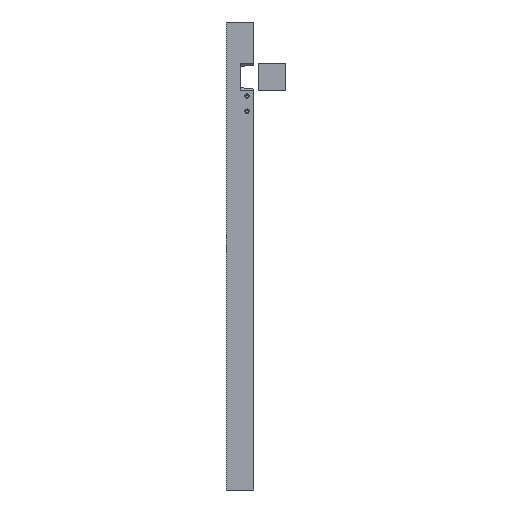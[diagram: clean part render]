
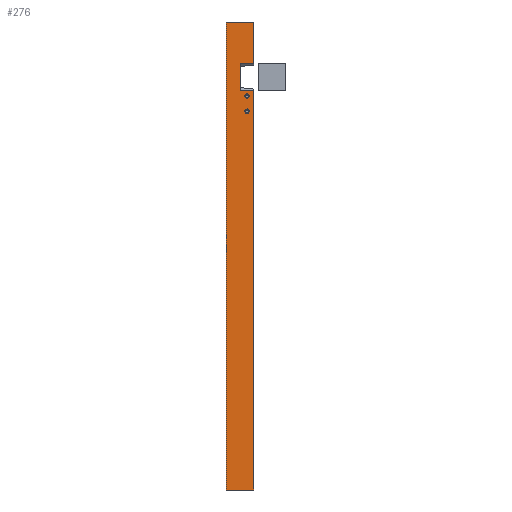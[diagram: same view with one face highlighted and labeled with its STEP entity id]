
A CAD part, left-side view. The second image highlights one B-rep face of the part: STEP entity #276.
In plain terms, the highlighted planar face has unit normal (-1, 0, 0).
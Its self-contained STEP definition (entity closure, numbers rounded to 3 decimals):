
#119=FACE_BOUND('',#803,.T.);
#120=FACE_BOUND('',#804,.T.);
#276=ADVANCED_FACE('',(#530,#119,#120),#3693,.T.);
#530=FACE_OUTER_BOUND('',#802,.T.);
#802=EDGE_LOOP('',(#1563,#1564,#1565,#1566,#1567,#1568,#1569,#1570));
#803=EDGE_LOOP('',(#1571,#1572));
#804=EDGE_LOOP('',(#1573,#1574));
#1563=ORIENTED_EDGE('',*,*,#2362,.T.);
#1564=ORIENTED_EDGE('',*,*,#2352,.F.);
#1565=ORIENTED_EDGE('',*,*,#2351,.T.);
#1566=ORIENTED_EDGE('',*,*,#2350,.F.);
#1567=ORIENTED_EDGE('',*,*,#2343,.T.);
#1568=ORIENTED_EDGE('',*,*,#2344,.T.);
#1569=ORIENTED_EDGE('',*,*,#2359,.F.);
#1570=ORIENTED_EDGE('',*,*,#2342,.F.);
#1571=ORIENTED_EDGE('',*,*,#2387,.F.);
#1572=ORIENTED_EDGE('',*,*,#2364,.F.);
#1573=ORIENTED_EDGE('',*,*,#2373,.T.);
#1574=ORIENTED_EDGE('',*,*,#2392,.T.);
#2342=EDGE_CURVE('',#3339,#3342,#2988,.T.);
#2343=EDGE_CURVE('',#3347,#3344,#2989,.T.);
#2344=EDGE_CURVE('',#3344,#3343,#2990,.T.);
#2350=EDGE_CURVE('',#3347,#3348,#2996,.T.);
#2351=EDGE_CURVE('',#3349,#3348,#2997,.T.);
#2352=EDGE_CURVE('',#3349,#3350,#2998,.T.);
#2359=EDGE_CURVE('',#3342,#3343,#3005,.T.);
#2362=EDGE_CURVE('',#3339,#3350,#3008,.T.);
#2364=EDGE_CURVE('',#3358,#3369,#2706,.T.);
#2373=EDGE_CURVE('',#3361,#3372,#2711,.T.);
#2387=EDGE_CURVE('',#3369,#3358,#2720,.T.);
#2392=EDGE_CURVE('',#3372,#3361,#2724,.T.);
#2706=(
BOUNDED_CURVE()
B_SPLINE_CURVE(2,(#6267,#6268,#6269,#6270,#6271),.UNSPECIFIED.,.F.,.F.)
B_SPLINE_CURVE_WITH_KNOTS((3,2,3),(-62.832,-47.124,
-31.416),.UNSPECIFIED.)
CURVE()
GEOMETRIC_REPRESENTATION_ITEM()
RATIONAL_B_SPLINE_CURVE((1.,0.707,1.,0.707,1.))
REPRESENTATION_ITEM('')
);
#2711=(
BOUNDED_CURVE()
B_SPLINE_CURVE(2,(#6300,#6301,#6302,#6303,#6304),.UNSPECIFIED.,.F.,.F.)
B_SPLINE_CURVE_WITH_KNOTS((3,2,3),(0.,12.566,25.132),
 .UNSPECIFIED.)
CURVE()
GEOMETRIC_REPRESENTATION_ITEM()
RATIONAL_B_SPLINE_CURVE((1.,0.707,1.,0.707,1.))
REPRESENTATION_ITEM('')
);
#2720=(
BOUNDED_CURVE()
B_SPLINE_CURVE(2,(#6352,#6353,#6354,#6355,#6356),.UNSPECIFIED.,.F.,.F.)
B_SPLINE_CURVE_WITH_KNOTS((3,2,3),(-31.416,-15.708,0.),
 .UNSPECIFIED.)
CURVE()
GEOMETRIC_REPRESENTATION_ITEM()
RATIONAL_B_SPLINE_CURVE((1.,0.707,1.,0.707,1.))
REPRESENTATION_ITEM('')
);
#2724=(
BOUNDED_CURVE()
B_SPLINE_CURVE(2,(#6371,#6372,#6373,#6374,#6375),.UNSPECIFIED.,.F.,.F.)
B_SPLINE_CURVE_WITH_KNOTS((3,2,3),(25.132,37.698,50.264),
 .UNSPECIFIED.)
CURVE()
GEOMETRIC_REPRESENTATION_ITEM()
RATIONAL_B_SPLINE_CURVE((1.,0.707,1.,0.707,1.))
REPRESENTATION_ITEM('')
);
#2988=B_SPLINE_CURVE_WITH_KNOTS('',1,(#6208,#6209),.UNSPECIFIED.,.F.,.F.,
(2,2),(-400.,-300.),.UNSPECIFIED.);
#2989=B_SPLINE_CURVE_WITH_KNOTS('',1,(#6210,#6211),.UNSPECIFIED.,.F.,.F.,
(2,2),(-4.094,0.),.UNSPECIFIED.);
#2990=B_SPLINE_CURVE_WITH_KNOTS('',1,(#6212,#6213),.UNSPECIFIED.,.F.,.F.,
(2,2),(-60.,0.),.UNSPECIFIED.);
#2996=B_SPLINE_CURVE_WITH_KNOTS('',1,(#6224,#6225),.UNSPECIFIED.,.F.,.F.,
(2,2),(240.,280.),.UNSPECIFIED.);
#2997=B_SPLINE_CURVE_WITH_KNOTS('',1,(#6226,#6227),.UNSPECIFIED.,.F.,.F.,
(2,2),(80.,160.),.UNSPECIFIED.);
#2998=B_SPLINE_CURVE_WITH_KNOTS('',1,(#6228,#6229),.UNSPECIFIED.,.F.,.F.,
(2,2),(-50.,0.),.UNSPECIFIED.);
#3005=B_SPLINE_CURVE_WITH_KNOTS('',1,(#6242,#6243,#6244,#6245,#6246),
 .UNSPECIFIED.,.F.,.F.,(2,1,1,1,2),(0.,107.071,192.929,
611.124,659.583),.UNSPECIFIED.);
#3008=B_SPLINE_CURVE_WITH_KNOTS('',1,(#6257,#6258,#6259,#6260,#6261),
 .UNSPECIFIED.,.F.,.F.,(2,1,1,1,2),(0.,92.929,207.071,
611.124,641.321),.UNSPECIFIED.);
#3339=VERTEX_POINT('',#6162);
#3342=VERTEX_POINT('',#6165);
#3343=VERTEX_POINT('',#6166);
#3344=VERTEX_POINT('',#6167);
#3347=VERTEX_POINT('',#6170);
#3348=VERTEX_POINT('',#6171);
#3349=VERTEX_POINT('',#6172);
#3350=VERTEX_POINT('',#6173);
#3358=VERTEX_POINT('',#6181);
#3361=VERTEX_POINT('',#6184);
#3369=VERTEX_POINT('',#6192);
#3372=VERTEX_POINT('',#6195);
#3693=PLANE('',#3855);
#3855=AXIS2_PLACEMENT_3D('',#5995,#3999,$);
#3999=DIRECTION('',(-1.,0.,0.));
#5995=CARTESIAN_POINT('',(-2750.,-11795.993,250.));
#6162=CARTESIAN_POINT('',(-2750.,-11895.993,-1450.));
#6165=CARTESIAN_POINT('',(-2750.,-11795.993,-1450.));
#6166=CARTESIAN_POINT('',(-2750.,-11795.993,250.));
#6167=CARTESIAN_POINT('',(-2750.,-11895.993,250.));
#6170=CARTESIAN_POINT('',(-2750.,-11895.993,100.));
#6171=CARTESIAN_POINT('',(-2750.,-11845.993,100.));
#6172=CARTESIAN_POINT('',(-2750.,-11845.993,0.));
#6173=CARTESIAN_POINT('',(-2750.,-11895.993,0.));
#6181=CARTESIAN_POINT('',(-2750.,-11862.993,-19.));
#6184=CARTESIAN_POINT('',(-2750.,-11878.993,-74.));
#6192=CARTESIAN_POINT('',(-2750.,-11878.993,-19.));
#6195=CARTESIAN_POINT('',(-2750.,-11862.993,-74.));
#6208=CARTESIAN_POINT('',(-2750.,-11895.993,-1450.));
#6209=CARTESIAN_POINT('',(-2750.,-11795.993,-1450.));
#6210=CARTESIAN_POINT('',(-2750.,-11895.993,100.));
#6211=CARTESIAN_POINT('',(-2750.,-11895.993,250.));
#6212=CARTESIAN_POINT('',(-2750.,-11895.993,250.));
#6213=CARTESIAN_POINT('',(-2750.,-11795.993,250.));
#6224=CARTESIAN_POINT('',(-2750.,-11895.993,100.));
#6225=CARTESIAN_POINT('',(-2750.,-11845.993,100.));
#6226=CARTESIAN_POINT('',(-2750.,-11845.993,0.));
#6227=CARTESIAN_POINT('',(-2750.,-11845.993,100.));
#6228=CARTESIAN_POINT('',(-2750.,-11845.993,0.));
#6229=CARTESIAN_POINT('',(-2750.,-11895.993,0.));
#6242=CARTESIAN_POINT('',(-2750.,-11795.993,-1450.));
#6243=CARTESIAN_POINT('',(-2750.,-11795.993,-1342.929));
#6244=CARTESIAN_POINT('',(-2750.,-11795.993,-1257.071));
#6245=CARTESIAN_POINT('',(-2750.,-11795.993,-838.876));
#6246=CARTESIAN_POINT('',(-2750.,-11795.993,250.));
#6257=CARTESIAN_POINT('',(-2750.,-11895.993,-1450.));
#6258=CARTESIAN_POINT('',(-2750.,-11895.993,-1357.071));
#6259=CARTESIAN_POINT('',(-2750.,-11895.993,-1242.929));
#6260=CARTESIAN_POINT('',(-2750.,-11895.993,-838.876));
#6261=CARTESIAN_POINT('',(-2750.,-11895.993,0.));
#6267=CARTESIAN_POINT('',(-2750.,-11862.993,-19.));
#6268=CARTESIAN_POINT('',(-2750.,-11862.993,-27.));
#6269=CARTESIAN_POINT('',(-2750.,-11870.993,-27.));
#6270=CARTESIAN_POINT('',(-2750.,-11878.993,-27.));
#6271=CARTESIAN_POINT('',(-2750.,-11878.993,-19.));
#6300=CARTESIAN_POINT('',(-2750.,-11878.993,-74.));
#6301=CARTESIAN_POINT('',(-2750.,-11878.993,-82.));
#6302=CARTESIAN_POINT('',(-2750.,-11870.993,-82.));
#6303=CARTESIAN_POINT('',(-2750.,-11862.993,-82.));
#6304=CARTESIAN_POINT('',(-2750.,-11862.993,-74.));
#6352=CARTESIAN_POINT('',(-2750.,-11878.993,-19.));
#6353=CARTESIAN_POINT('',(-2750.,-11878.993,-11.));
#6354=CARTESIAN_POINT('',(-2750.,-11870.993,-11.));
#6355=CARTESIAN_POINT('',(-2750.,-11862.993,-11.));
#6356=CARTESIAN_POINT('',(-2750.,-11862.993,-19.));
#6371=CARTESIAN_POINT('',(-2750.,-11862.993,-74.));
#6372=CARTESIAN_POINT('',(-2750.,-11862.993,-66.));
#6373=CARTESIAN_POINT('',(-2750.,-11870.993,-66.));
#6374=CARTESIAN_POINT('',(-2750.,-11878.993,-66.));
#6375=CARTESIAN_POINT('',(-2750.,-11878.993,-74.));
